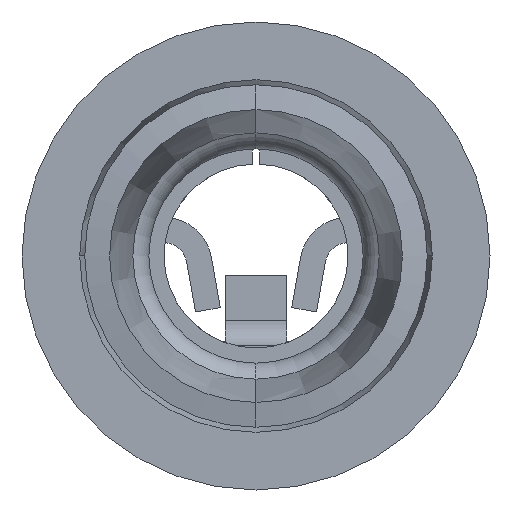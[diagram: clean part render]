
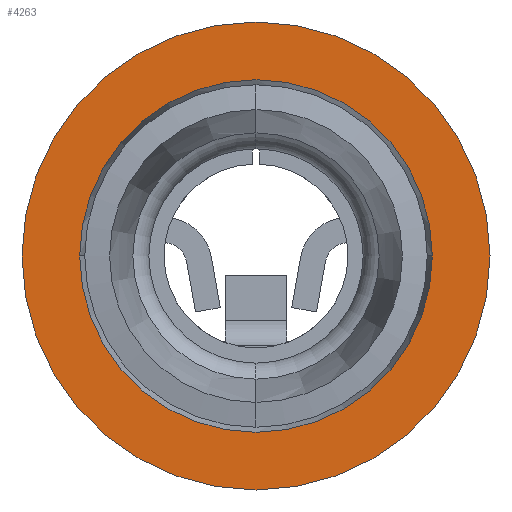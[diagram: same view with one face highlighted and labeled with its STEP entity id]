
A CAD part, front view. The second image highlights one B-rep face of the part: STEP entity #4263.
In plain terms, the highlighted planar face has unit normal (0, -1, 0).
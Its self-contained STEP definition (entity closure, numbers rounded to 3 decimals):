
#22 = DIRECTION ( 'NONE',  ( 0., -1., 0. ) ) ;
#66 = DIRECTION ( 'NONE',  ( 1., 0., 0. ) ) ;
#191 = FACE_BOUND ( 'NONE', #3361, .T. ) ;
#204 = CIRCLE ( 'NONE', #3717, 3.245 ) ;
#227 = DIRECTION ( 'NONE',  ( 0., 1., 0. ) ) ;
#521 = EDGE_CURVE ( 'NONE', #1999, #2300, #204, .T. ) ;
#676 = ORIENTED_EDGE ( 'NONE', *, *, #2434, .T. ) ;
#791 = CARTESIAN_POINT ( 'NONE',  ( 0., -12.56, 1.625 ) ) ;
#796 = AXIS2_PLACEMENT_3D ( 'NONE', #3354, #3345, #3448 ) ;
#836 = CIRCLE ( 'NONE', #2406, 3.245 ) ;
#886 = CARTESIAN_POINT ( 'NONE',  ( 0., -12.56, 1.625 ) ) ;
#1116 = FACE_OUTER_BOUND ( 'NONE', #4415, .T. ) ;
#1369 = ORIENTED_EDGE ( 'NONE', *, *, #521, .F. ) ;
#1391 = CARTESIAN_POINT ( 'NONE',  ( -3.245, -12.56, 1.625 ) ) ;
#1407 = DIRECTION ( 'NONE',  ( -1., 0., 0. ) ) ;
#1477 = ORIENTED_EDGE ( 'NONE', *, *, #2267, .F. ) ;
#1546 = VERTEX_POINT ( 'NONE', #3007 ) ;
#1671 = CIRCLE ( 'NONE', #796, 2.445 ) ;
#1892 = DIRECTION ( 'NONE',  ( 0., 1., 0. ) ) ;
#1999 = VERTEX_POINT ( 'NONE', #3336 ) ;
#2037 = DIRECTION ( 'NONE',  ( 1., 0., 0. ) ) ;
#2267 = EDGE_CURVE ( 'NONE', #2300, #1999, #836, .T. ) ;
#2300 = VERTEX_POINT ( 'NONE', #4477 ) ;
#2353 = CARTESIAN_POINT ( 'NONE',  ( 2.445, -12.56, 1.625 ) ) ;
#2406 = AXIS2_PLACEMENT_3D ( 'NONE', #4140, #3766, #1407 ) ;
#2434 = EDGE_CURVE ( 'NONE', #1546, #4453, #3690, .T. ) ;
#3007 = CARTESIAN_POINT ( 'NONE',  ( -2.445, -12.56, 1.625 ) ) ;
#3219 = ORIENTED_EDGE ( 'NONE', *, *, #3605, .T. ) ;
#3296 = AXIS2_PLACEMENT_3D ( 'NONE', #1391, #22, #66 ) ;
#3335 = AXIS2_PLACEMENT_3D ( 'NONE', #791, #227, #2037 ) ;
#3336 = CARTESIAN_POINT ( 'NONE',  ( -3.245, -12.56, 1.625 ) ) ;
#3345 = DIRECTION ( 'NONE',  ( 0., 1., 0. ) ) ;
#3354 = CARTESIAN_POINT ( 'NONE',  ( 0., -12.56, 1.625 ) ) ;
#3361 = EDGE_LOOP ( 'NONE', ( #676, #3219 ) ) ;
#3448 = DIRECTION ( 'NONE',  ( 1., 0., 0. ) ) ;
#3605 = EDGE_CURVE ( 'NONE', #4453, #1546, #1671, .T. ) ;
#3690 = CIRCLE ( 'NONE', #3335, 2.445 ) ;
#3717 = AXIS2_PLACEMENT_3D ( 'NONE', #886, #1892, #4335 ) ;
#3766 = DIRECTION ( 'NONE',  ( 0., 1., 0. ) ) ;
#4140 = CARTESIAN_POINT ( 'NONE',  ( 0., -12.56, 1.625 ) ) ;
#4149 = PLANE ( 'NONE',  #3296 ) ;
#4263 = ADVANCED_FACE ( 'NONE', ( #191, #1116 ), #4149, .T. ) ;
#4335 = DIRECTION ( 'NONE',  ( -1., 0., 0. ) ) ;
#4415 = EDGE_LOOP ( 'NONE', ( #1369, #1477 ) ) ;
#4453 = VERTEX_POINT ( 'NONE', #2353 ) ;
#4477 = CARTESIAN_POINT ( 'NONE',  ( 3.245, -12.56, 1.625 ) ) ;
